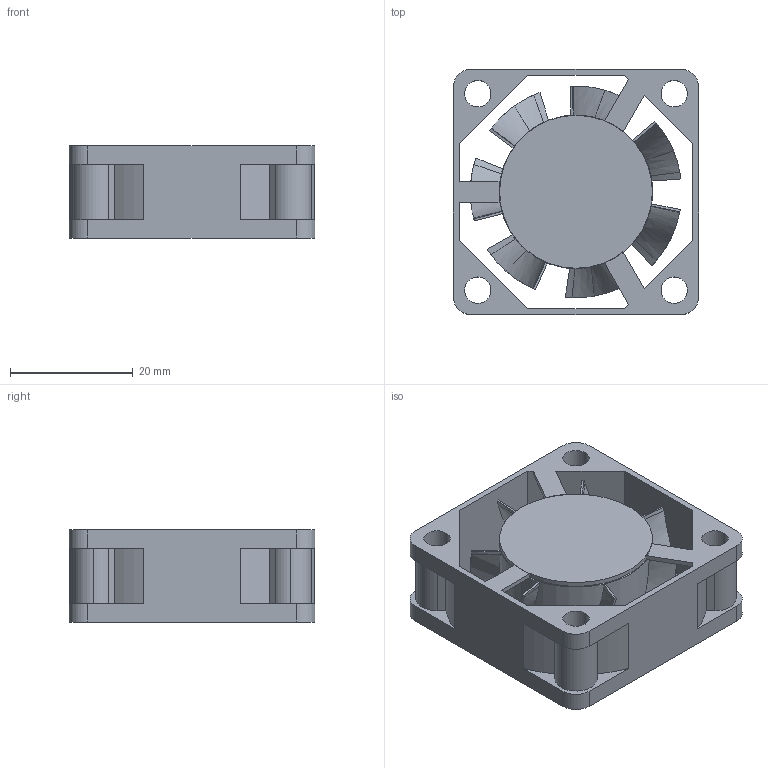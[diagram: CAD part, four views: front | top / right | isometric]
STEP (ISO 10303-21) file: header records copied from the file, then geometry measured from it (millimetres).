
FILE_DESCRIPTION (( 'STEP AP214' ), '1' );
FILE_NAME ('ACG-FAN-A.STEP', '2024-03-25T15:28:19', ( '' ), ( '' ), 'SwSTEP 2.0', 'SolidWorks 2021', '' );
FILE_SCHEMA (( 'AUTOMOTIVE_DESIGN' ));
Length unit declared in the file: inch
Products named in the file (1): ACG-FAN-A
Bounding box: 40 x 40 x 15.01 mm (x, y, z)
Volume: 6690.3 mm3; surface area: 11246.6 mm2
Topology: 1 solids, 2 shells, 171 faces, 466 edges, 308 vertices
Faces by surface type: bspline 70, plane 52, cylinder 49
Entity records: 8943 total; most frequent: CARTESIAN_POINT 5112, ORIENTED_EDGE 932, DIRECTION 538, EDGE_CURVE 466, VERTEX_POINT 308, B_SPLINE_CURVE_WITH_KNOTS 215, EDGE_LOOP 190, AXIS2_PLACEMENT_3D 185
